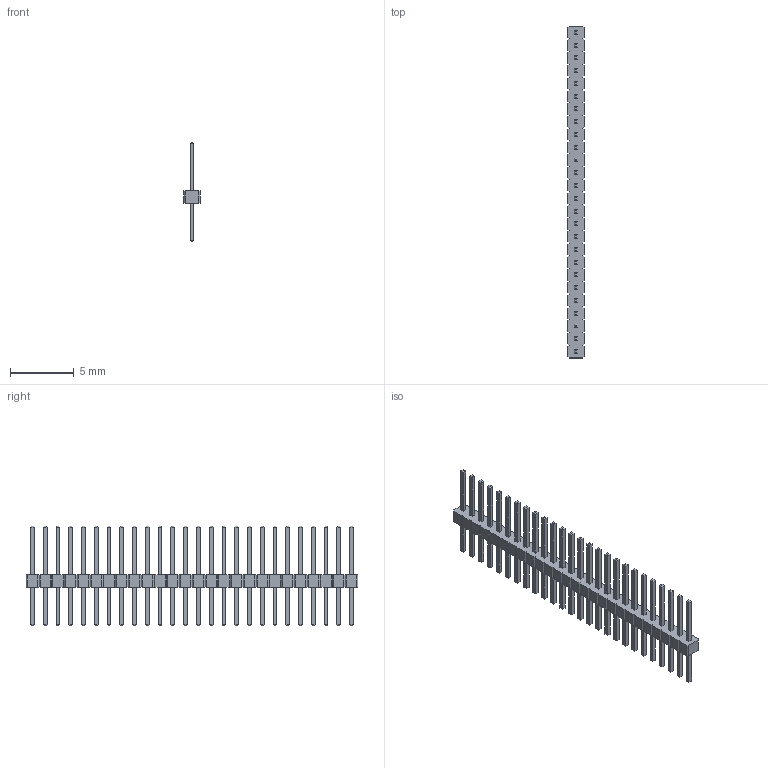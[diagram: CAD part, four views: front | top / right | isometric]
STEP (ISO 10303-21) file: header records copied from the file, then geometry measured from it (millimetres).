
FILE_DESCRIPTION(/* description */ ('model of PinHeader_1x26_P1.00mm_Vertical'),/* implementation_level */ '2;1');
FILE_NAME(/* name */ 'PinHeader_1x26_P1.00mm_Vertical.step',/* time_stamp */ '2017-12-10T02:21:18',/* author */ ('kicad StepUp','ksu'),/* organization */ ('FreeCAD'),/* preprocessor_version */ 'OCC',/* originating_system */ 'kicad StepUp',/* authorisation */ '');
FILE_SCHEMA(('AUTOMOTIVE_DESIGN { 1 0 10303 214 1 1 1 1 }'));
Length unit declared in the file: millimetre
Products named in the file (1): PinHeader_1x26_P100mm_Vertical
Bounding box: 1.27 x 26 x 7.8 mm (x, y, z)
Volume: 48.3 mm3; surface area: 332.4 mm2
Topology: 1 solids, 1 shells, 628 faces, 1514 edges, 940 vertices
Faces by surface type: plane 628
Entity records: 11756 total; most frequent: ORIENTED_EDGE 2350, CARTESIAN_POINT 1801, EDGE_CURVE 1514, LINE 1410, VERTEX_POINT 940, FACE_BOUND 680, EDGE_LOOP 680, ADVANCED_FACE 628
